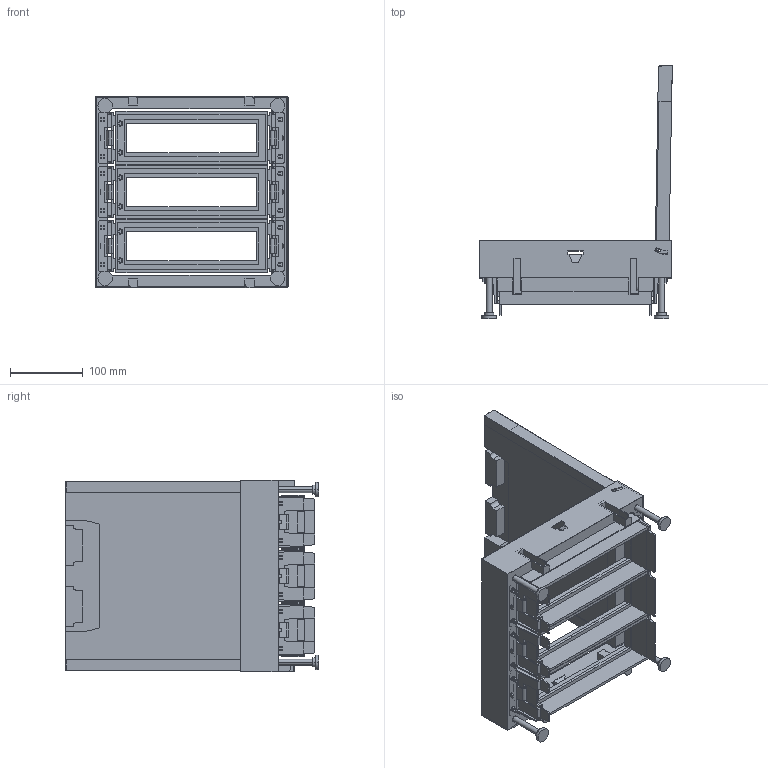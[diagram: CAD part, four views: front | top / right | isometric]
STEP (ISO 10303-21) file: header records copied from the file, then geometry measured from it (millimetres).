
FILE_DESCRIPTION(('CATIA V5 STEP Exchange','CAx-IF Rec.Pracs.--- Composite Materials ---3.4---2017-06-13'),'2;1');
FILE_NAME('LG-080747-S_open.stp','2025-05-13T05:54:14+00:00',('none'),('none'),'CATIA Version 5-6 Release 2020','CATIA V5 STEP AP203 v1','none');
FILE_SCHEMA(('CONFIG_CONTROL_DESIGN'));
Length unit declared in the file: millimetre
Products named in the file (2): A029404_A; A027675_A-ASS PLANCHER TECHNIQUE
Assembly tree (6 placements, depth 3):
  A029404_A
    A027675_A-ASS PLANCHER TECHNIQUE  x3
      #65
    #8089
    #15266
Bounding box: 265.51 x 348.75 x 264.1 mm (x, y, z)
Volume: 811420.2 mm3; surface area: 605685.7 mm2
Topology: 8 solids, 8 shells, 1151 faces, 3176 edges, 2078 vertices
Faces by surface type: plane 950, cylinder 201
Entity records: 19001 total; most frequent: CARTESIAN_POINT 3942, ORIENTED_EDGE 3432, DIRECTION 2463, EDGE_CURVE 1716, VECTOR 1439, LINE 1439, VERTEX_POINT 1126, EDGE_LOOP 708
